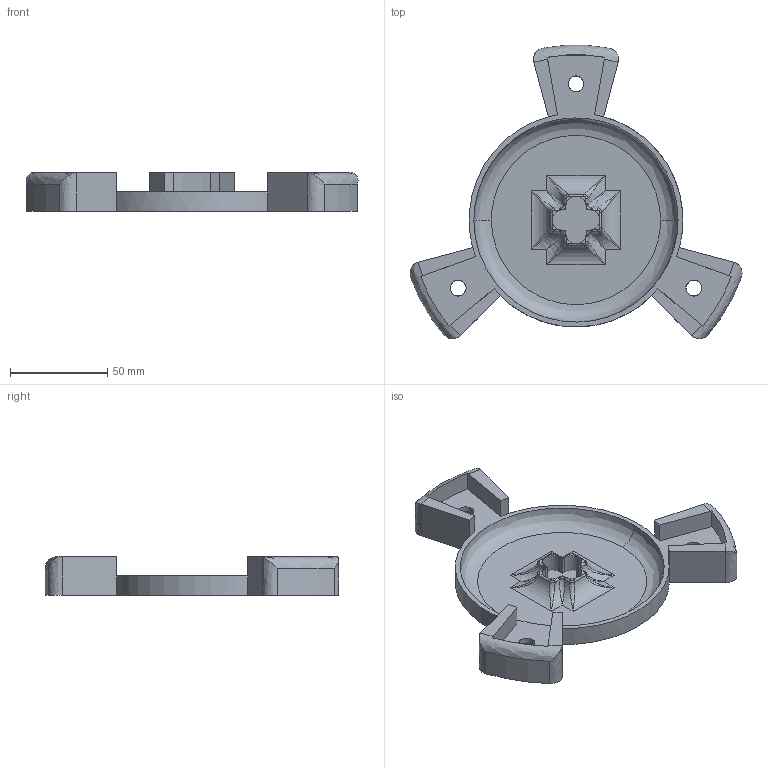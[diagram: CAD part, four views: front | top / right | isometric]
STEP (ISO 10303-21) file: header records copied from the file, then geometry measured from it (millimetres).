
FILE_DESCRIPTION(/* description */ (''),/* implementation_level */ '2;1');
FILE_NAME(/* name */ 'AJNA7T~S',/* time_stamp */ '2014-10-30T17:38:03+01:00',/* author */ (''),/* organization */ (''),/* preprocessor_version */ 'ST-DEVELOPER v15',/* originating_system */ '',/* authorisation */ '');
FILE_SCHEMA (('CONFIG_CONTROL_DESIGN'));
Length unit declared in the file: millimetre
Products named in the file (1): Document
Bounding box: 170.74 x 150.82 x 20 mm (x, y, z)
Volume: 78213.4 mm3; surface area: 43643.2 mm2
Topology: 4 solids, 4 shells, 249 faces, 665 edges, 416 vertices
Faces by surface type: bspline 181, plane 68
Entity records: 10539 total; most frequent: CARTESIAN_POINT 6625, ORIENTED_EDGE 1306, EDGE_CURVE 653, VERTEX_POINT 416, B_SPLINE_CURVE_WITH_KNOTS 411, EDGE_LOOP 265, ADVANCED_FACE 249, FACE_OUTER_BOUND 249
